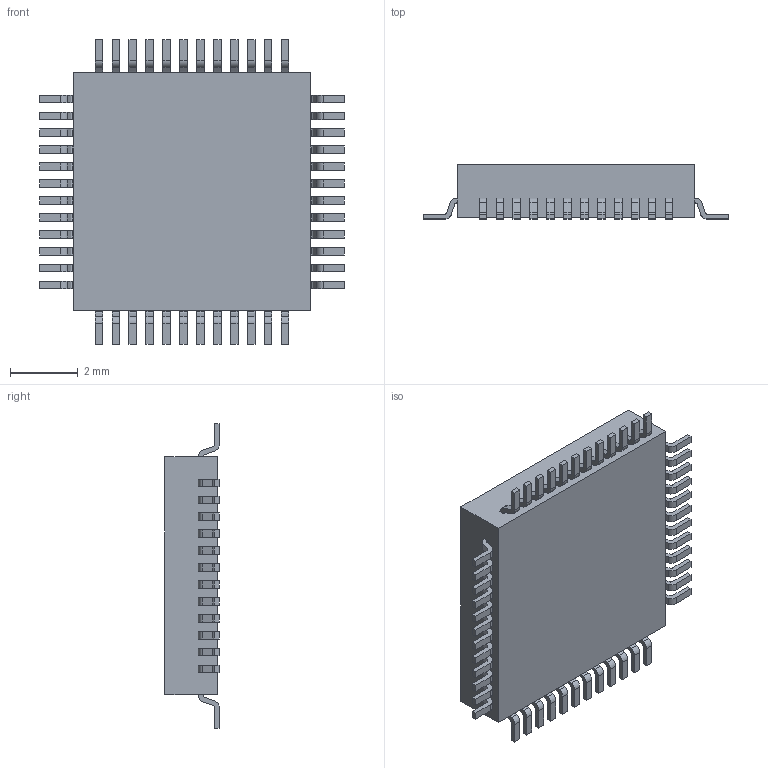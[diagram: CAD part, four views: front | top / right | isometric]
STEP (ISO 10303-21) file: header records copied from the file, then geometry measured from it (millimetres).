
FILE_DESCRIPTION (( 'STEP AP214' ), '1' );
FILE_NAME ( 'QFP50P900X900X120-48N.step', '2019-12-19T1:15:59', ( '' ), ( '' ), 'EDABuilder', 'EMA Design Automation', '' );
FILE_SCHEMA (( 'AUTOMOTIVE_DESIGN' ));
Length unit declared in the file: millimetre
Products named in the file (1): face1_BC
Bounding box: 9 x 1.6 x 9 mm (x, y, z)
Volume: 78.1 mm3; surface area: 190.8 mm2
Topology: 50 solids, 50 shells, 681 faces, 1743 edges, 1162 vertices
Faces by surface type: plane 488, cylinder 193
Full cylindrical faces by diameter (mm): 0.995 x1
Entity records: 21560 total; most frequent: CARTESIAN_POINT 3636, DIRECTION 3592, ORIENTED_EDGE 3484, EDGE_CURVE 1742, LINE 1356, VECTOR 1356, VERTEX_POINT 1162, AXIS2_PLACEMENT_3D 1118
